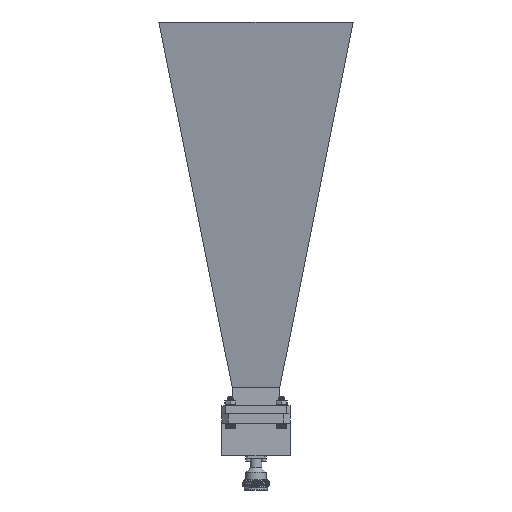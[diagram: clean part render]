
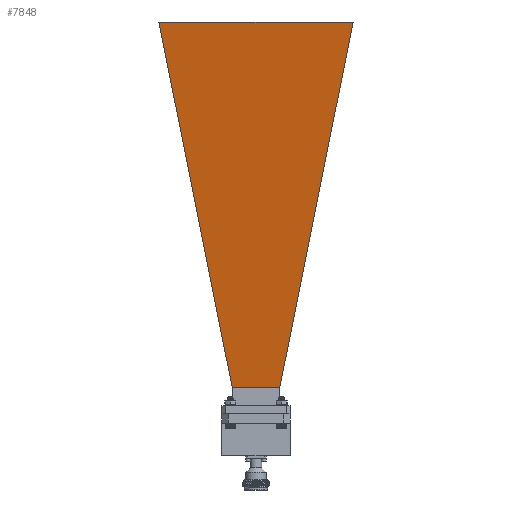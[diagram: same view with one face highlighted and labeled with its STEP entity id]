
A CAD part, front view. The second image highlights one B-rep face of the part: STEP entity #7848.
In plain terms, the highlighted face is planar.
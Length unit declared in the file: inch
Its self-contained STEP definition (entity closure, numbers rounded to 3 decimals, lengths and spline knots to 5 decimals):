
#198 = EDGE_LOOP ( 'NONE', ( #459, #12310, #1426, #6687 ) ) ;
#373 = CARTESIAN_POINT ( 'NONE',  ( -0.31811, 0., 1.95888 ) ) ;
#459 = ORIENTED_EDGE ( 'NONE', *, *, #6933, .T. ) ;
#1426 = ORIENTED_EDGE ( 'NONE', *, *, #4093, .F. ) ;
#1459 = PLANE ( 'NONE',  #8792 ) ;
#1543 = DIRECTION ( 'NONE',  ( -0.987, 0., -0.162 ) ) ;
#2590 = DIRECTION ( 'NONE',  ( -0.159, 0.194, 0.968 ) ) ;
#2881 = VERTEX_POINT ( 'NONE', #6168 ) ;
#3578 = CARTESIAN_POINT ( 'NONE',  ( -1.75229, -2.32096, 10.6985 ) ) ;
#3712 = VERTEX_POINT ( 'NONE', #10567 ) ;
#4093 = EDGE_CURVE ( 'NONE', #3712, #7189, #15547, .T. ) ;
#5127 = LINE ( 'NONE', #373, #11285 ) ;
#5168 = CARTESIAN_POINT ( 'NONE',  ( -1.03285, 0., 6.31438 ) ) ;
#5277 = CARTESIAN_POINT ( 'NONE',  ( -1.75229, -2.32096, 10.6985 ) ) ;
#5611 = CARTESIAN_POINT ( 'NONE',  ( -1.75229, 0., 10.6985 ) ) ;
#6168 = CARTESIAN_POINT ( 'NONE',  ( -0.31811, 0.56853, 1.95888 ) ) ;
#6172 = CARTESIAN_POINT ( 'NONE',  ( -0.31811, -0.56853, 1.95888 ) ) ;
#6687 = ORIENTED_EDGE ( 'NONE', *, *, #7843, .F. ) ;
#6769 = VERTEX_POINT ( 'NONE', #6172 ) ;
#6933 = EDGE_CURVE ( 'NONE', #2881, #6769, #5127, .T. ) ;
#7189 = VERTEX_POINT ( 'NONE', #3578 ) ;
#7843 = EDGE_CURVE ( 'NONE', #2881, #3712, #10025, .T. ) ;
#7848 = ADVANCED_FACE ( 'NONE', ( #12610 ), #1459, .T. ) ;
#7965 = DIRECTION ( 'NONE',  ( 0., -1., 0. ) ) ;
#8792 = AXIS2_PLACEMENT_3D ( 'NONE', #5168, #1543, #10105 ) ;
#9909 = DIRECTION ( 'NONE',  ( 0.159, 0.194, -0.968 ) ) ;
#10025 = LINE ( 'NONE', #12523, #15758 ) ;
#10105 = DIRECTION ( 'NONE',  ( -0.162, 0., 0.987 ) ) ;
#10567 = CARTESIAN_POINT ( 'NONE',  ( -1.75229, 2.32096, 10.6985 ) ) ;
#11285 = VECTOR ( 'NONE', #13941, 39.37008 ) ;
#11659 = EDGE_CURVE ( 'NONE', #7189, #6769, #11741, .T. ) ;
#11741 = LINE ( 'NONE', #5277, #15862 ) ;
#12310 = ORIENTED_EDGE ( 'NONE', *, *, #11659, .F. ) ;
#12523 = CARTESIAN_POINT ( 'NONE',  ( -0.31811, 0.56853, 1.95888 ) ) ;
#12610 = FACE_OUTER_BOUND ( 'NONE', #198, .T. ) ;
#13941 = DIRECTION ( 'NONE',  ( 0., -1., 0. ) ) ;
#14149 = VECTOR ( 'NONE', #7965, 39.37008 ) ;
#15547 = LINE ( 'NONE', #5611, #14149 ) ;
#15758 = VECTOR ( 'NONE', #2590, 39.37008 ) ;
#15862 = VECTOR ( 'NONE', #9909, 39.37008 ) ;
